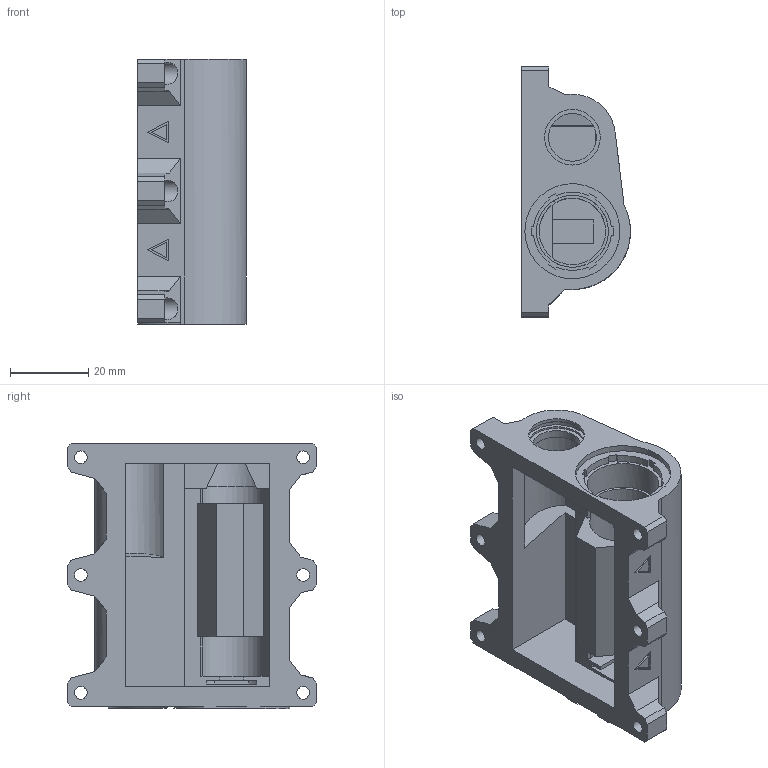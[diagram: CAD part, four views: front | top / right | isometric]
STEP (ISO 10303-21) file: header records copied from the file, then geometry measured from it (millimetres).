
FILE_DESCRIPTION(/* description */ ('','CAx-IF Rec.Pracs.---Representation and Presentation of Product Manufacturing Information (PMI)---4.0---2014-10-13'),/* implementation_level */ '2;1');
FILE_NAME(/* name */ 'Battery Housing.step',/* time_stamp */ '2025-02-09T14:59:10-06:00',/* author */ (''),/* organization */ (''),/* preprocessor_version */ 'ST-DEVELOPER v20',/* originating_system */ 'Autodesk Translation Framework v13.20.0.188',/* authorisation */ '');
FILE_SCHEMA (('AP242_MANAGED_MODEL_BASED_3D_ENGINEERING_MIM_LF { 1 0 10303 442 1 1 4 }'));
Length unit declared in the file: millimetre
Products named in the file (1): Battery Housing (1)
Bounding box: 27.83 x 63.77 x 67.7 mm (x, y, z)
Volume: 43847.6 mm3; surface area: 20715.1 mm2
Topology: 1 solids, 1 shells, 500 faces, 1404 edges, 937 vertices
Faces by surface type: plane 287, bspline 173, cylinder 37, cone 3
Full cylindrical faces by diameter (mm): 3.2 x6, 12.2 x1, 14.2 x2, 16 x1, 17 x1, 18.4 x1, 24.3 x1
Entity records: 17587 total; most frequent: CARTESIAN_POINT 5695, ORIENTED_EDGE 2808, DIRECTION 1811, EDGE_CURVE 1404, LINE 961, VECTOR 961, VERTEX_POINT 937, EDGE_LOOP 549
